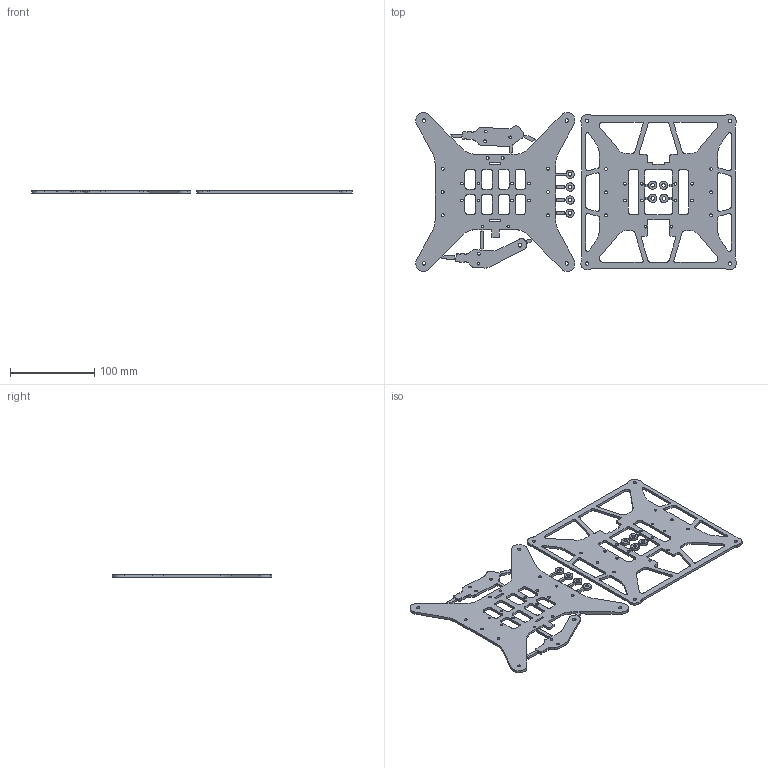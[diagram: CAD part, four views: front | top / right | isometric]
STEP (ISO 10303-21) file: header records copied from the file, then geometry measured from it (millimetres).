
FILE_DESCRIPTION(/* description */ (''),/* implementation_level */ '2;1');
FILE_NAME(/* name */ 'CF_Carriage_Plates.step',/* time_stamp */ '2023-09-29T01:25:39Z',/* author */ (''),/* organization */ (''),/* preprocessor_version */ 'ST-DEVELOPER v19.2',/* originating_system */ 'Autodesk Translation Framework v12.6.0.85',/* authorisation */ '');
FILE_SCHEMA (('AUTOMOTIVE_DESIGN { 1 0 10303 214 3 1 1 }'));
Length unit declared in the file: millimetre
Products named in the file (1): CNC CF Bed Carriage
Bounding box: 381.41 x 189.62 x 3 mm (x, y, z)
Volume: 112983.4 mm3; surface area: 92666.7 mm2
Topology: 2 solids, 2 shells, 575 faces, 1718 edges, 1144 vertices
Faces by surface type: plane 344, cylinder 227, bspline 4
Full cylindrical faces by diameter (mm): 3.3 x31, 3.33 x4, 4.05 x8, 4.3 x9
Entity records: 19800 total; most frequent: CARTESIAN_POINT 3516, ORIENTED_EDGE 3436, DIRECTION 3309, EDGE_CURVE 1718, LINE 1255, VECTOR 1255, VERTEX_POINT 1144, AXIS2_PLACEMENT_3D 1027
